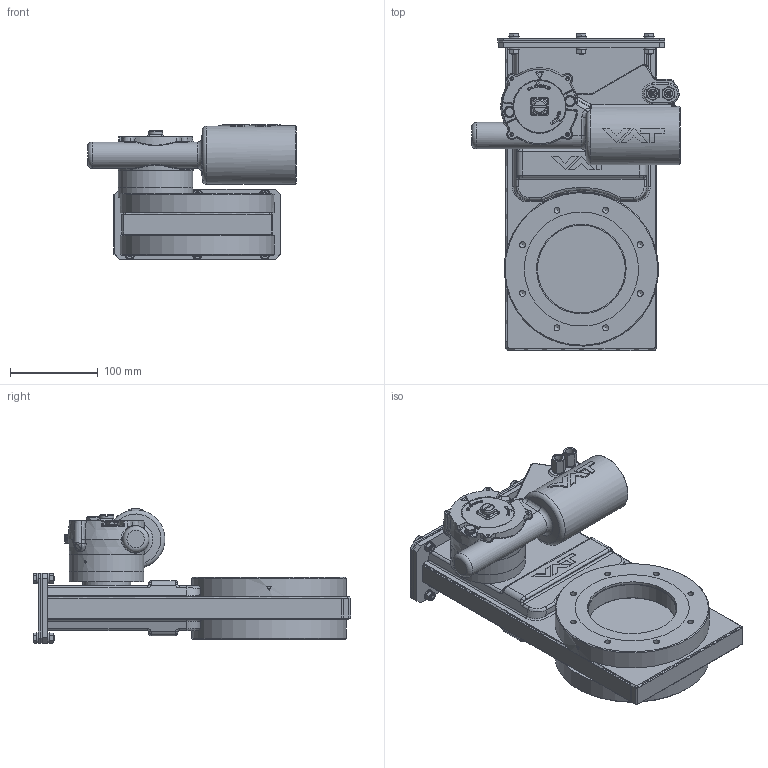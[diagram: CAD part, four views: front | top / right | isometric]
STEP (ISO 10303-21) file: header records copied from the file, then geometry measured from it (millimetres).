
FILE_DESCRIPTION(/* description */ (''),/* implementation_level */ '2;1');
FILE_NAME(/* name */ '1442219509_203.stp',/* time_stamp */ '2023-09-08T09:04:42+02:00',/* author */ (''),/* organization */ (''),/* preprocessor_version */ 'ST-DEVELOPER v19.3',/* originating_system */ 'SIEMENS PLM Software NX2212.6000',/* authorisation */ '');
FILE_SCHEMA (('AP203_CONFIGURATION_CONTROLLED_3D_DESIGN_OF_MECHANICAL_PARTS_AND_ASSEMBLIES_MIM_LF { 1 0 10303 403 2 1 2}'));
Products named in the file (31): 45736-05.1_42732ID; 47472-01.2; 47471-01.2_42739ID; 47471-03.2; 90389-01.1_42742ID; 45736-05.1; 979737_42746ID; 74734-01.1_42707ID; 47370-01.3; 74734-01.1_42737ID; N-7015-015.2; N-5062-001.1; n-7016-010; N-7605-005.1; N-6203-055.1; 77777-01.1; 77779-01.2; N-6053-411.2; 92157-01.2; N-6121-026.2; N-5021-456.1; N-6160-410.1; N-5021-469.1; N-6131-413.1; 47652-R1.1; 43316-04.1; 47272-01.3; 47470-R1.3; 47537-R1.5; 83487-R1.2; 234197.5
Assembly tree (59 placements, depth 4):
  234197.5
    83487-R1.2
      N-7605-005.1  x2
      n-7016-010  x2
      N-5062-001.1  x2
      N-7015-015.2  x2
    43316-04.1
    47652-R1.1
    47537-R1.5
      74734-01.1_42737ID
      47370-01.3
      74734-01.1_42707ID
      47470-R1.3
        45736-05.1
        90389-01.1_42742ID
        47471-03.2
        47471-01.2_42739ID
        47472-01.2
        45736-05.1_42732ID
    N-6131-413.1  x12
    N-5021-469.1  x2
    N-6160-410.1  x2
    N-5021-456.1  x6
    N-6121-026.2  x3
    92157-01.2
    N-6053-411.2  x6
    77779-01.2
    77777-01.1
    N-6203-055.1
    47272-01.3
      979737_42746ID
Bounding box: 237.6 x 361.6 x 153.47 mm (x, y, z)
Volume: 1982922.8 mm3; surface area: 670217.1 mm2
Topology: 148 solids, 148 shells, 1935 faces, 4294 edges, 2715 vertices
Faces by surface type: plane 1056, cylinder 412, bspline 175, cone 155, torus 87, extrusion 38, sphere 12
Full cylindrical faces by diameter (mm): 1 x2, 2.5 x1, 2.8 x3, 3.3 x5, 3.85 x3, 4 x4, 4.96 x8, 5 x10, 5.2 x4, 6 x24, 6.4 x12, 6.5 x12, 6.6 x6, 6.8 x16, 7 x6, 8 x2, 8.5 x1, 8.526 x4, 8.566 x4, 9 x1, 9.333 x8, 9.728 x8, 10 x4, 10.4 x2, 11.15 x4, 12 x13, 13 x2, 13.333 x2, 14 x2, 14.7 x2
Entity records: 55904 total; most frequent: CARTESIAN_POINT 17201, ORIENTED_EDGE 6776, DIRECTION 6764, EDGE_CURVE 3388, AXIS2_PLACEMENT_3D 2493, VERTEX_POINT 2287, EDGE_LOOP 2033, VECTOR 1778
